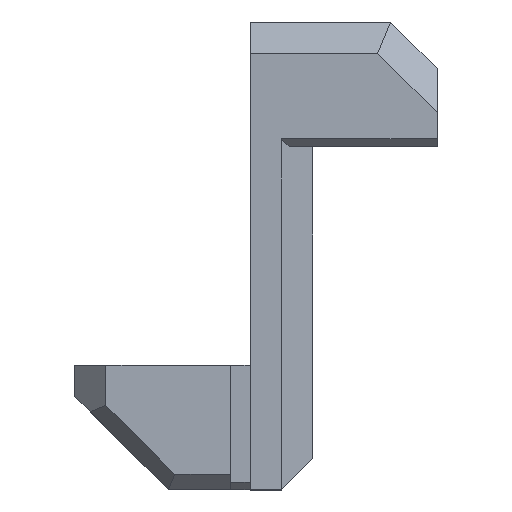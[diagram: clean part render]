
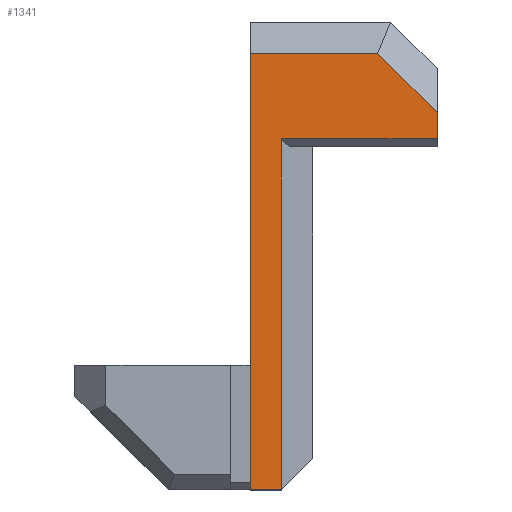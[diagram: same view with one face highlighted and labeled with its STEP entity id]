
A CAD part, top view. The second image highlights one B-rep face of the part: STEP entity #1341.
In plain terms, the highlighted planar face has unit normal (0, 0, 1).
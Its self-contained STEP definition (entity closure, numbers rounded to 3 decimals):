
#119=FACE_OUTER_BOUND('',#193,.T.);
#193=EDGE_LOOP('',(#1132,#1133,#1134,#1135,#1136,#1137,#1138));
#325=LINE('',#2216,#485);
#341=LINE('',#2249,#501);
#343=LINE('',#2253,#503);
#345=LINE('',#2257,#505);
#346=LINE('',#2259,#506);
#347=LINE('',#2260,#507);
#348=LINE('',#2261,#508);
#485=VECTOR('',#1619,10.);
#501=VECTOR('',#1641,10.);
#503=VECTOR('',#1645,10.);
#505=VECTOR('',#1649,10.);
#506=VECTOR('',#1650,10.);
#507=VECTOR('',#1651,10.);
#508=VECTOR('',#1652,10.);
#632=VERTEX_POINT('',#2213);
#633=VERTEX_POINT('',#2215);
#646=VERTEX_POINT('',#2246);
#647=VERTEX_POINT('',#2248);
#648=VERTEX_POINT('',#2252);
#649=VERTEX_POINT('',#2256);
#650=VERTEX_POINT('',#2258);
#803=EDGE_CURVE('',#633,#632,#325,.T.);
#819=EDGE_CURVE('',#647,#646,#341,.T.);
#821=EDGE_CURVE('',#647,#648,#343,.T.);
#823=EDGE_CURVE('',#648,#649,#345,.T.);
#824=EDGE_CURVE('',#650,#646,#346,.T.);
#825=EDGE_CURVE('',#633,#650,#347,.T.);
#826=EDGE_CURVE('',#632,#649,#348,.T.);
#1132=ORIENTED_EDGE('',*,*,#823,.F.);
#1133=ORIENTED_EDGE('',*,*,#821,.F.);
#1134=ORIENTED_EDGE('',*,*,#819,.T.);
#1135=ORIENTED_EDGE('',*,*,#824,.F.);
#1136=ORIENTED_EDGE('',*,*,#825,.F.);
#1137=ORIENTED_EDGE('',*,*,#803,.T.);
#1138=ORIENTED_EDGE('',*,*,#826,.T.);
#1270=PLANE('',#1419);
#1341=ADVANCED_FACE('',(#119),#1270,.T.);
#1419=AXIS2_PLACEMENT_3D('',#2255,#1647,#1648);
#1619=DIRECTION('',(0.,-1.,0.));
#1641=DIRECTION('',(0.,1.,0.));
#1645=DIRECTION('',(-1.,0.,0.));
#1647=DIRECTION('center_axis',(0.,0.,1.));
#1648=DIRECTION('ref_axis',(1.,0.,0.));
#1649=DIRECTION('',(0.,-1.,0.));
#1650=DIRECTION('',(0.707,-0.707,0.));
#1651=DIRECTION('',(1.,0.,0.));
#1652=DIRECTION('',(1.,0.,0.));
#2213=CARTESIAN_POINT('',(0.625,-4.,4.25));
#2215=CARTESIAN_POINT('',(0.625,24.,4.25));
#2216=CARTESIAN_POINT('',(0.625,26.,4.25));
#2246=CARTESIAN_POINT('',(12.625,20.172,4.25));
#2248=CARTESIAN_POINT('',(12.625,18.5,4.25));
#2249=CARTESIAN_POINT('',(12.625,18.,4.25));
#2252=CARTESIAN_POINT('',(2.625,18.5,4.25));
#2253=CARTESIAN_POINT('',(2.813,18.5,4.25));
#2255=CARTESIAN_POINT('Origin',(1.,11.,4.25));
#2256=CARTESIAN_POINT('',(2.625,-4.,4.25));
#2257=CARTESIAN_POINT('',(2.625,3.5,4.25));
#2258=CARTESIAN_POINT('',(8.797,24.,4.25));
#2259=CARTESIAN_POINT('',(10.555,22.242,4.25));
#2260=CARTESIAN_POINT('',(6.813,24.,4.25));
#2261=CARTESIAN_POINT('',(-10.625,-4.,4.25));
